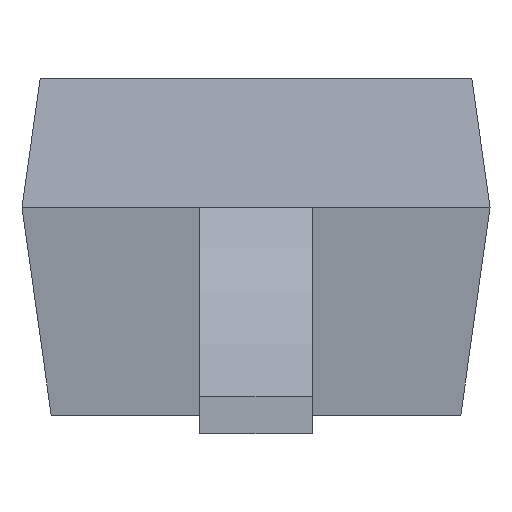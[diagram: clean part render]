
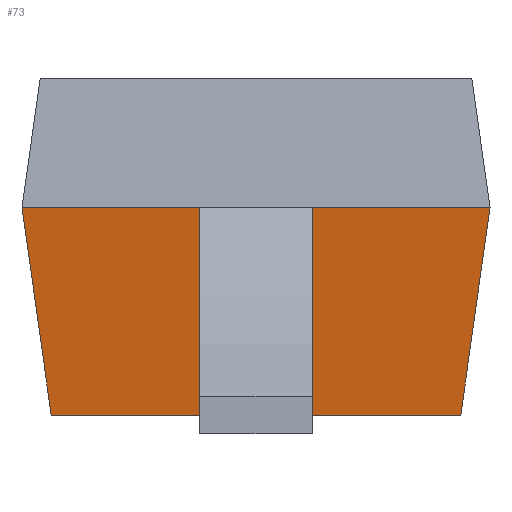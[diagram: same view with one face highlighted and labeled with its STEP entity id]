
A CAD part, front view. The second image highlights one B-rep face of the part: STEP entity #73.
In plain terms, the highlighted planar face has unit normal (0, -0.99, -0.139).
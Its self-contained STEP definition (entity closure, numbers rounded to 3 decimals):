
#27 = EDGE_CURVE ( 'NONE', #155, #154, #323, .T. ) ;
#33 = EDGE_CURVE ( 'NONE', #161, #154, #343, .T. ) ;
#34 = EDGE_CURVE ( 'NONE', #150, #161, #347, .T. ) ;
#71 = EDGE_CURVE ( 'NONE', #150, #155, #451, .T. ) ;
#73 = ADVANCED_FACE ( 'NONE', ( #657 ), #458, .T. ) ;
#120 = ORIENTED_EDGE ( 'NONE', *, *, #71, .T. ) ;
#122 = ORIENTED_EDGE ( 'NONE', *, *, #33, .F. ) ;
#124 = EDGE_LOOP ( 'NONE', ( #122, #280, #120, #279 ) ) ;
#150 = VERTEX_POINT ( 'NONE', #564 ) ;
#154 = VERTEX_POINT ( 'NONE', #568 ) ;
#155 = VERTEX_POINT ( 'NONE', #569 ) ;
#161 = VERTEX_POINT ( 'NONE', #575 ) ;
#279 = ORIENTED_EDGE ( 'NONE', *, *, #27, .T. ) ;
#280 = ORIENTED_EDGE ( 'NONE', *, *, #34, .F. ) ;
#323 = LINE ( 'NONE', #324, #700 ) ;
#324 = CARTESIAN_POINT ( 'NONE',  ( 0.601, -0.826, 0.386 ) ) ;
#325 = DIRECTION ( 'NONE',  ( 0.138, -0.138, 0.981 ) ) ;
#343 = LINE ( 'NONE', #344, #728 ) ;
#344 = CARTESIAN_POINT ( 'NONE',  ( -0.625, -0.85, 0.555 ) ) ;
#345 = DIRECTION ( 'NONE',  ( 1., 0., 0. ) ) ;
#347 = LINE ( 'NONE', #348, #723 ) ;
#348 = CARTESIAN_POINT ( 'NONE',  ( -0.593, -0.818, 0.325 ) ) ;
#349 = DIRECTION ( 'NONE',  ( -0.138, -0.138, 0.981 ) ) ;
#451 = LINE ( 'NONE', #452, #663 ) ;
#452 = CARTESIAN_POINT ( 'NONE',  ( 0., -0.772, 0. ) ) ;
#453 = DIRECTION ( 'NONE',  ( 1., 0., 0. ) ) ;
#458 = PLANE ( 'NONE',  #658 ) ;
#459 = CARTESIAN_POINT ( 'NONE',  ( -0.625, -0.85, 0.555 ) ) ;
#460 = DIRECTION ( 'NONE',  ( 0., -0.99, -0.139 ) ) ;
#461 = DIRECTION ( 'NONE',  ( 0., 0.139, -0.99 ) ) ;
#564 = CARTESIAN_POINT ( 'NONE',  ( -0.547, -0.772, 0. ) ) ;
#568 = CARTESIAN_POINT ( 'NONE',  ( 0.625, -0.85, 0.555 ) ) ;
#569 = CARTESIAN_POINT ( 'NONE',  ( 0.547, -0.772, 0. ) ) ;
#575 = CARTESIAN_POINT ( 'NONE',  ( -0.625, -0.85, 0.555 ) ) ;
#657 = FACE_OUTER_BOUND ( 'NONE', #124, .T. ) ;
#658 = AXIS2_PLACEMENT_3D ( 'NONE', #459, #460, #461 ) ;
#663 = VECTOR ( 'NONE', #453, 1000. ) ;
#700 = VECTOR ( 'NONE', #325, 1000. ) ;
#723 = VECTOR ( 'NONE', #349, 1000. ) ;
#728 = VECTOR ( 'NONE', #345, 1000. ) ;
